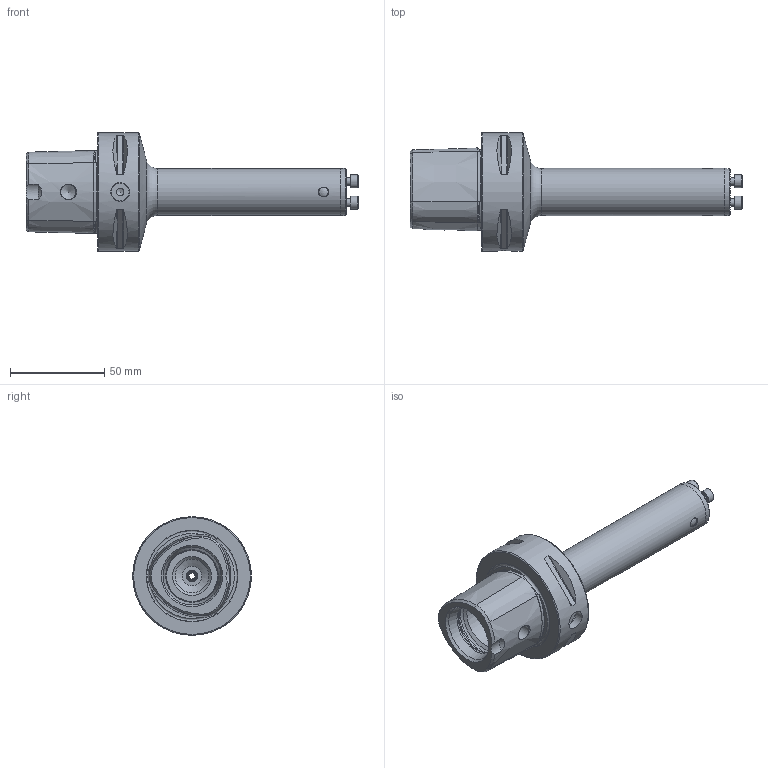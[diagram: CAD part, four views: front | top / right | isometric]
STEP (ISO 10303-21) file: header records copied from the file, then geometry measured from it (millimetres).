
FILE_DESCRIPTION (( 'STEP AP214' ), '1' );
FILE_NAME ('PS6.WK3.WD2.167.STEP', '2022-02-11T13:16:11', ( '' ), ( '' ), 'SwSTEP 2.0', 'SolidWorks 2017', '' );
FILE_SCHEMA (( 'AUTOMOTIVE_DESIGN' ));
Length unit declared in the file: millimetre
Products named in the file (12): ISO 4762 - M4 x 12; DIN 3771 - 6x1; WD2-ER1.008.037_A; WD2-ER1.020.042_A; PS6-WD2.055.129_A_mit Stiftbohrung; PS6.WK3.WD2.167; DIN 6325_ø5x10-m6_2x6; WD2-ER1.021.019_A; WD2-WK3.025.003_A; DIN 3771 - 10x4; WD2-BG1.021.055; DIN 3771 - 17x2
Assembly tree (17 placements, depth 3):
  PS6.WK3.WD2.167
    PS6-WD2.055.129_A_mit Stiftbohrung
    DIN 3771 - 6x1
    WD2-BG1.021.055
      WD2-ER1.008.037_A
      WD2-ER1.021.019_A  x2
      DIN 3771 - 10x4  x2
      DIN 3771 - 17x2  x2
      WD2-ER1.020.042_A
    WD2-WK3.025.003_A
    ISO 4762 - M4 x 12  x3
    DIN 6325_ø5x10-m6_2x6  x2
Bounding box: 176.3 x 63 x 63 mm (x, y, z)
Volume: 148276.2 mm3; surface area: 49951.7 mm2
Topology: 16 solids, 16 shells, 493 faces, 1206 edges, 755 vertices
Faces by surface type: plane 237, cylinder 110, cone 97, torus 45, sphere 4
Full cylindrical faces by diameter (mm): 3.3 x5, 4 x3, 5 x6, 5.5 x2, 6 x4, 6.5 x4, 6.8 x1, 7 x3, 7.4 x1, 8 x1, 8.1 x2, 9 x1, 10 x3, 10.2 x1, 11 x2, 17.8 x2, 18 x3, 20 x1, 20.7 x1, 21 x5, 21.2 x2, 25 x2, 28 x2, 32 x1, 63 x1
Entity records: 13981 total; most frequent: CARTESIAN_POINT 4539, ORIENTED_EDGE 1766, DIRECTION 1708, EDGE_CURVE 883, AXIS2_PLACEMENT_3D 726, VERTEX_POINT 631, EDGE_LOOP 576, FACE_OUTER_BOUND 481
